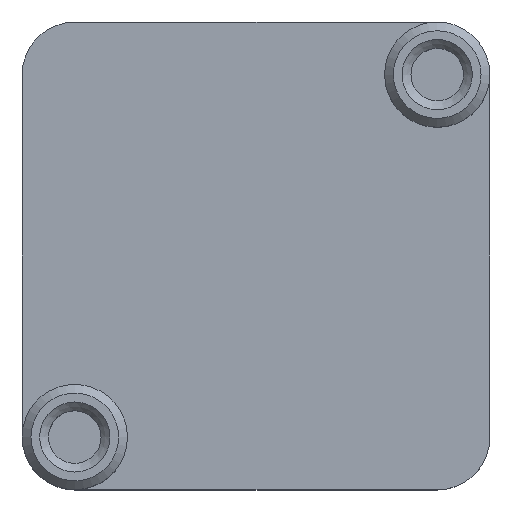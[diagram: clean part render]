
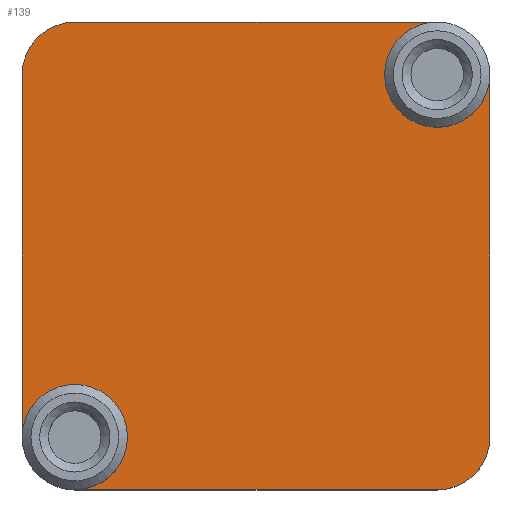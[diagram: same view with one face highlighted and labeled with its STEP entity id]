
A CAD part, top view. The second image highlights one B-rep face of the part: STEP entity #139.
In plain terms, the highlighted planar face has unit normal (0, 0, 1).
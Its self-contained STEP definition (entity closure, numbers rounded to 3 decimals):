
#42 = VERTEX_POINT('',#43);
#43 = CARTESIAN_POINT('',(35.5,0.,10.));
#58 = VERTEX_POINT('',#59);
#59 = CARTESIAN_POINT('',(4.5,0.,10.));
#65 = EDGE_CURVE('',#58,#42,#66,.T.);
#66 = LINE('',#67,#68);
#67 = CARTESIAN_POINT('',(0.,0.,10.));
#68 = VECTOR('',#69,1.);
#69 = DIRECTION('',(1.,0.,0.));
#90 = VERTEX_POINT('',#91);
#91 = CARTESIAN_POINT('',(40.,4.5,10.));
#97 = EDGE_CURVE('',#42,#90,#98,.T.);
#98 = CIRCLE('',#99,4.5);
#99 = AXIS2_PLACEMENT_3D('',#100,#101,#102);
#100 = CARTESIAN_POINT('',(35.5,4.5,10.));
#101 = DIRECTION('',(-0.,0.,1.));
#102 = DIRECTION('',(0.,-1.,0.));
#139 = ADVANCED_FACE('',(#140),#202,.T.);
#140 = FACE_BOUND('',#141,.T.);
#141 = EDGE_LOOP('',(#142,#152,#161,#168,#169,#170,#178,#187,#195));
#142 = ORIENTED_EDGE('',*,*,#143,.T.);
#143 = EDGE_CURVE('',#144,#146,#148,.T.);
#144 = VERTEX_POINT('',#145);
#145 = CARTESIAN_POINT('',(0.,35.5,10.));
#146 = VERTEX_POINT('',#147);
#147 = CARTESIAN_POINT('',(0.,4.5,10.));
#148 = LINE('',#149,#150);
#149 = CARTESIAN_POINT('',(0.,40.,10.));
#150 = VECTOR('',#151,1.);
#151 = DIRECTION('',(0.,-1.,0.));
#152 = ORIENTED_EDGE('',*,*,#153,.F.);
#153 = EDGE_CURVE('',#154,#146,#156,.T.);
#154 = VERTEX_POINT('',#155);
#155 = CARTESIAN_POINT('',(9.,4.5,10.));
#156 = CIRCLE('',#157,4.5);
#157 = AXIS2_PLACEMENT_3D('',#158,#159,#160);
#158 = CARTESIAN_POINT('',(4.5,4.5,10.));
#159 = DIRECTION('',(0.,0.,1.));
#160 = DIRECTION('',(1.,0.,0.));
#161 = ORIENTED_EDGE('',*,*,#162,.F.);
#162 = EDGE_CURVE('',#58,#154,#163,.T.);
#163 = CIRCLE('',#164,4.5);
#164 = AXIS2_PLACEMENT_3D('',#165,#166,#167);
#165 = CARTESIAN_POINT('',(4.5,4.5,10.));
#166 = DIRECTION('',(0.,0.,1.));
#167 = DIRECTION('',(1.,0.,0.));
#168 = ORIENTED_EDGE('',*,*,#65,.T.);
#169 = ORIENTED_EDGE('',*,*,#97,.T.);
#170 = ORIENTED_EDGE('',*,*,#171,.T.);
#171 = EDGE_CURVE('',#90,#172,#174,.T.);
#172 = VERTEX_POINT('',#173);
#173 = CARTESIAN_POINT('',(40.,35.5,10.));
#174 = LINE('',#175,#176);
#175 = CARTESIAN_POINT('',(40.,0.,10.));
#176 = VECTOR('',#177,1.);
#177 = DIRECTION('',(0.,1.,0.));
#178 = ORIENTED_EDGE('',*,*,#179,.F.);
#179 = EDGE_CURVE('',#180,#172,#182,.T.);
#180 = VERTEX_POINT('',#181);
#181 = CARTESIAN_POINT('',(35.5,40.,10.));
#182 = CIRCLE('',#183,4.5);
#183 = AXIS2_PLACEMENT_3D('',#184,#185,#186);
#184 = CARTESIAN_POINT('',(35.5,35.5,10.));
#185 = DIRECTION('',(0.,0.,1.));
#186 = DIRECTION('',(1.,0.,0.));
#187 = ORIENTED_EDGE('',*,*,#188,.T.);
#188 = EDGE_CURVE('',#180,#189,#191,.T.);
#189 = VERTEX_POINT('',#190);
#190 = CARTESIAN_POINT('',(4.5,40.,10.));
#191 = LINE('',#192,#193);
#192 = CARTESIAN_POINT('',(40.,40.,10.));
#193 = VECTOR('',#194,1.);
#194 = DIRECTION('',(-1.,0.,0.));
#195 = ORIENTED_EDGE('',*,*,#196,.F.);
#196 = EDGE_CURVE('',#144,#189,#197,.T.);
#197 = CIRCLE('',#198,4.5);
#198 = AXIS2_PLACEMENT_3D('',#199,#200,#201);
#199 = CARTESIAN_POINT('',(4.5,35.5,10.));
#200 = DIRECTION('',(-0.,-0.,-1.));
#201 = DIRECTION('',(0.,-1.,0.));
#202 = PLANE('',#203);
#203 = AXIS2_PLACEMENT_3D('',#204,#205,#206);
#204 = CARTESIAN_POINT('',(20.,20.,10.));
#205 = DIRECTION('',(0.,0.,1.));
#206 = DIRECTION('',(1.,0.,0.));
